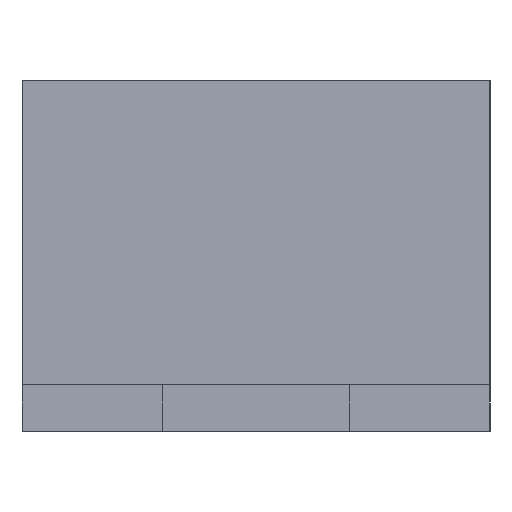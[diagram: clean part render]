
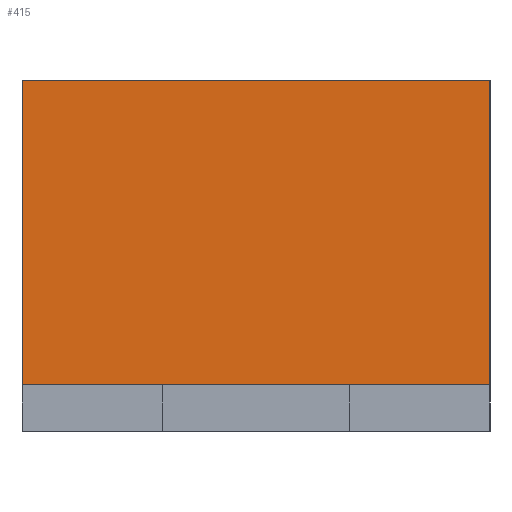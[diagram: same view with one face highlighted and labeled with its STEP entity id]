
A CAD part, left-side view. The second image highlights one B-rep face of the part: STEP entity #415.
In plain terms, the highlighted planar face has unit normal (-1, 0, 0).
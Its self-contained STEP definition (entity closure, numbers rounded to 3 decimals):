
#25=FACE_OUTER_BOUND('',#47,.T.);
#47=EDGE_LOOP('',(#263,#264,#265,#266));
#73=LINE('',#592,#123);
#74=LINE('',#594,#124);
#75=LINE('',#596,#125);
#76=LINE('',#597,#126);
#123=VECTOR('',#488,10.);
#124=VECTOR('',#489,10.);
#125=VECTOR('',#490,10.);
#126=VECTOR('',#491,10.);
#173=VERTEX_POINT('',#590);
#174=VERTEX_POINT('',#591);
#175=VERTEX_POINT('',#593);
#176=VERTEX_POINT('',#595);
#209=EDGE_CURVE('',#173,#174,#73,.T.);
#210=EDGE_CURVE('',#174,#175,#74,.T.);
#211=EDGE_CURVE('',#176,#175,#75,.T.);
#212=EDGE_CURVE('',#173,#176,#76,.T.);
#263=ORIENTED_EDGE('',*,*,#209,.T.);
#264=ORIENTED_EDGE('',*,*,#210,.T.);
#265=ORIENTED_EDGE('',*,*,#211,.F.);
#266=ORIENTED_EDGE('',*,*,#212,.F.);
#371=PLANE('',#458);
#415=ADVANCED_FACE('',(#25),#371,.T.);
#458=AXIS2_PLACEMENT_3D('',#589,#486,#487);
#486=DIRECTION('center_axis',(-1.,0.,0.));
#487=DIRECTION('ref_axis',(0.,1.,0.));
#488=DIRECTION('',(0.,1.,0.));
#489=DIRECTION('',(0.,0.,-1.));
#490=DIRECTION('',(0.,1.,0.));
#491=DIRECTION('',(0.,0.,-1.));
#589=CARTESIAN_POINT('Origin',(-11.4,-5.,0.));
#590=CARTESIAN_POINT('',(-11.4,-5.,0.));
#591=CARTESIAN_POINT('',(-11.4,5.,0.));
#592=CARTESIAN_POINT('',(-11.4,-5.,0.));
#593=CARTESIAN_POINT('',(-11.4,5.,-6.5));
#594=CARTESIAN_POINT('',(-11.4,5.,0.));
#595=CARTESIAN_POINT('',(-11.4,-5.,-6.5));
#596=CARTESIAN_POINT('',(-11.4,-5.,-6.5));
#597=CARTESIAN_POINT('',(-11.4,-5.,0.));
